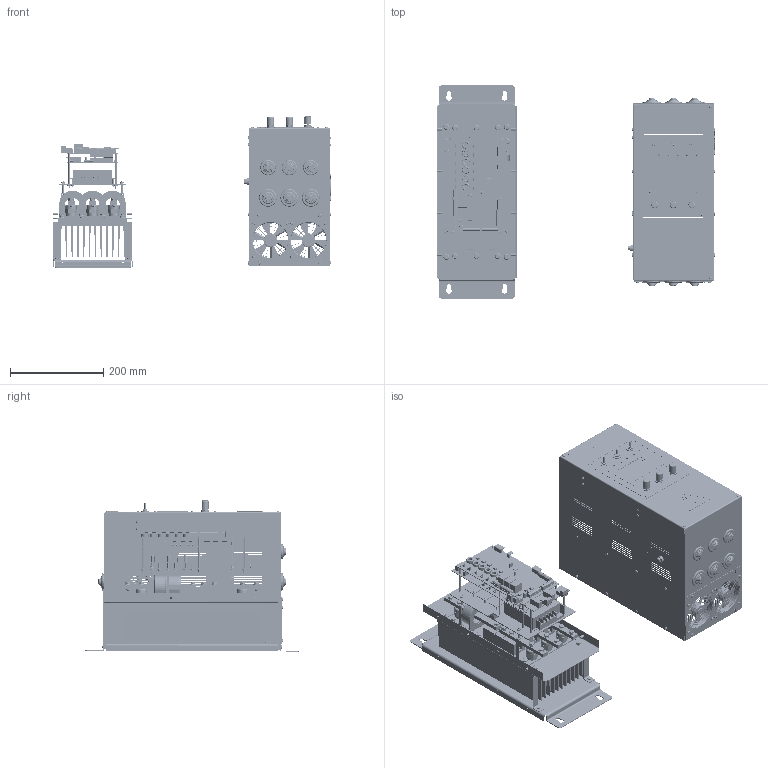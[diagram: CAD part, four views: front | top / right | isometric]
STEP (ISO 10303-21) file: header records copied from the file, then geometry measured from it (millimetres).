
FILE_DESCRIPTION(('STEP AP242'), '1');
FILE_NAME('Default file header', '2025-03-18T05:39:09', ('Default author'), ('Default organization'), 'C3D Converter', 'C3D Toolkit', 'Default authization');
FILE_SCHEMA(('AP242_MANAGED_MODEL_BASED_3D_ENGINEERING_MIM_LF { 1 0 10303 442 1 1 4 }'));
Length unit declared in the file: millimetre
Assembly tree (541 placements, depth 5):
  (unnamed)
    (unnamed)
      (unnamed)
        (unnamed)
        (unnamed)
      (unnamed)
        (unnamed)
          (unnamed)
          (unnamed)
      (unnamed)
        (unnamed)
        (unnamed)
      (unnamed)
        (unnamed)
      (unnamed)
        (unnamed)
          (unnamed)
          (unnamed)
          (unnamed)
          (unnamed)
          (unnamed)
          (unnamed)
          (unnamed)
          (unnamed)
          (unnamed)
          (unnamed)
          (unnamed)
          (unnamed)
          (unnamed)
          (unnamed)
          (unnamed)
          (unnamed)
          (unnamed)
          (unnamed)
        (unnamed)
          (unnamed)
        (unnamed)
        (unnamed)
        (unnamed)
        (unnamed)
        (unnamed)
        (unnamed)
        (unnamed)
        (unnamed)
        (unnamed)
        (unnamed)
        (unnamed)
        (unnamed)
        (unnamed)
        (unnamed)
        (unnamed)
        (unnamed)
        (unnamed)
        (unnamed)
        (unnamed)
        (unnamed)
        (unnamed)
        (unnamed)
        (unnamed)
        (unnamed)
Bounding box: 599.35 x 458 x 324.77 mm (x, y, z)
Volume: 3358138.4 mm3; surface area: 2421041.6 mm2
Topology: 569 solids, 569 shells, 7478 faces, 17537 edges, 11619 vertices
Faces by surface type: plane 4648, cylinder 2010, cone 443, torus 305, sphere 68, bspline 4
Full cylindrical faces by diameter (mm): 1 x44, 1.5 x4, 1.857 x4, 2 x79, 2.3 x3, 2.5 x68, 2.6 x18, 2.7 x3, 3 x167, 3.2 x16, 3.235 x3, 3.294 x1, 3.3 x26, 3.5 x42, 3.685 x3, 4 x98, 4.2 x2, 4.3 x6, 4.5 x42, 5 x24, 5.2 x12, 5.5 x66, 5.9 x10, 6 x124, 6.4 x48, 6.5 x49, 6.6 x8, 7 x38, 7.5 x6, 8 x2
Entity records: 314404 total; most frequent: CARTESIAN_POINT 85290, DIRECTION 32900, ORIENTED_EDGE 28352, EDGE_CURVE 14176, AXIS2_PLACEMENT_3D 12872, VERTEX_POINT 10631, EDGE_LOOP 10370, PROPERTY_DEFINITION 9860
